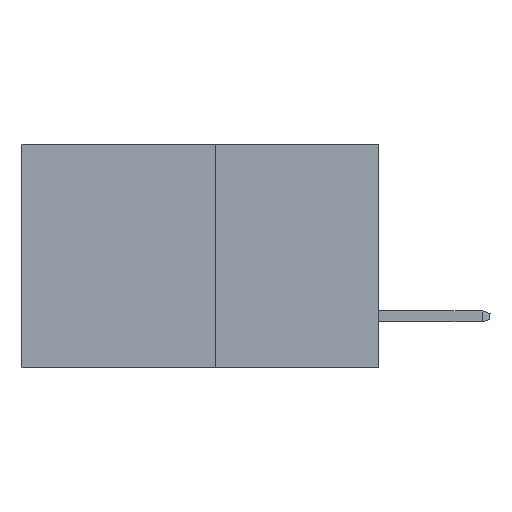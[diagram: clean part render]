
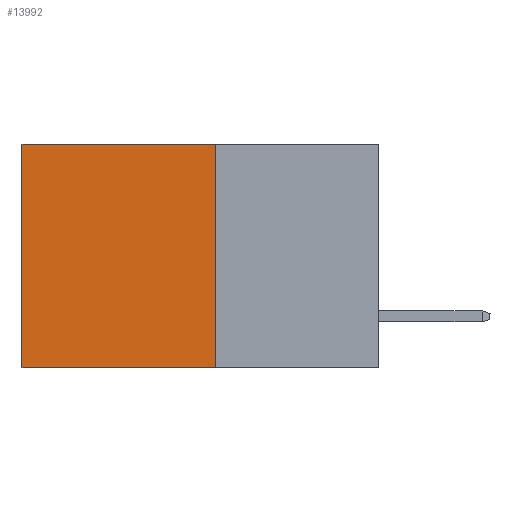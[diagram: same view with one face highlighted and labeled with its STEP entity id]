
A CAD part, left-side view. The second image highlights one B-rep face of the part: STEP entity #13992.
In plain terms, the highlighted planar face has unit normal (-1, 0, 0).
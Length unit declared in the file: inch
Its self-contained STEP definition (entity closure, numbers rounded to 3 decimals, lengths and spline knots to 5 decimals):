
#1033 = VERTEX_POINT ( 'NONE', #10547 ) ;
#1845 = ORIENTED_EDGE ( 'NONE', *, *, #12628, .F. ) ;
#1940 = CARTESIAN_POINT ( 'NONE',  ( 0.277, 0.27, 0. ) ) ;
#2973 = DIRECTION ( 'NONE',  ( 1., 0., 0. ) ) ;
#3032 = CARTESIAN_POINT ( 'NONE',  ( 0.277, 0.27, 0. ) ) ;
#3919 = ORIENTED_EDGE ( 'NONE', *, *, #16020, .T. ) ;
#4068 = CARTESIAN_POINT ( 'NONE',  ( 0.277, 0.27, -0.37 ) ) ;
#5519 = DIRECTION ( 'NONE',  ( 0., 1., 0. ) ) ;
#5597 = LINE ( 'NONE', #4068, #12694 ) ;
#5764 = LINE ( 'NONE', #11811, #12845 ) ;
#5805 = VERTEX_POINT ( 'NONE', #1940 ) ;
#7201 = LINE ( 'NONE', #3032, #11430 ) ;
#7243 = PLANE ( 'NONE',  #12152 ) ;
#10237 = EDGE_CURVE ( 'NONE', #1033, #14099, #11054, .T. ) ;
#10547 = CARTESIAN_POINT ( 'NONE',  ( 0.277, 0.59, 0. ) ) ;
#11054 = LINE ( 'NONE', #17598, #14334 ) ;
#11430 = VECTOR ( 'NONE', #12989, 39.37008 ) ;
#11485 = ORIENTED_EDGE ( 'NONE', *, *, #14749, .F. ) ;
#11538 = CARTESIAN_POINT ( 'NONE',  ( 0.277, 0.27, -0.37 ) ) ;
#11811 = CARTESIAN_POINT ( 'NONE',  ( 0.277, 0.27, -0.37 ) ) ;
#12152 = AXIS2_PLACEMENT_3D ( 'NONE', #11538, #2973, #12934 ) ;
#12199 = VERTEX_POINT ( 'NONE', #17364 ) ;
#12628 = EDGE_CURVE ( 'NONE', #12199, #14099, #5597, .T. ) ;
#12694 = VECTOR ( 'NONE', #5519, 39.37008 ) ;
#12845 = VECTOR ( 'NONE', #13222, 39.37008 ) ;
#12934 = DIRECTION ( 'NONE',  ( 0., 0., -1. ) ) ;
#12989 = DIRECTION ( 'NONE',  ( 0., 1., 0. ) ) ;
#13222 = DIRECTION ( 'NONE',  ( 0., 0., -1. ) ) ;
#13665 = ORIENTED_EDGE ( 'NONE', *, *, #10237, .T. ) ;
#13992 = ADVANCED_FACE ( 'NONE', ( #15070 ), #7243, .F. ) ;
#14099 = VERTEX_POINT ( 'NONE', #17406 ) ;
#14334 = VECTOR ( 'NONE', #17660, 39.37008 ) ;
#14494 = EDGE_LOOP ( 'NONE', ( #13665, #1845, #11485, #3919 ) ) ;
#14749 = EDGE_CURVE ( 'NONE', #5805, #12199, #5764, .T. ) ;
#15070 = FACE_OUTER_BOUND ( 'NONE', #14494, .T. ) ;
#16020 = EDGE_CURVE ( 'NONE', #5805, #1033, #7201, .T. ) ;
#17364 = CARTESIAN_POINT ( 'NONE',  ( 0.277, 0.27, -0.37 ) ) ;
#17406 = CARTESIAN_POINT ( 'NONE',  ( 0.277, 0.59, -0.37 ) ) ;
#17598 = CARTESIAN_POINT ( 'NONE',  ( 0.277, 0.59, -0.37 ) ) ;
#17660 = DIRECTION ( 'NONE',  ( 0., 0., -1. ) ) ;
